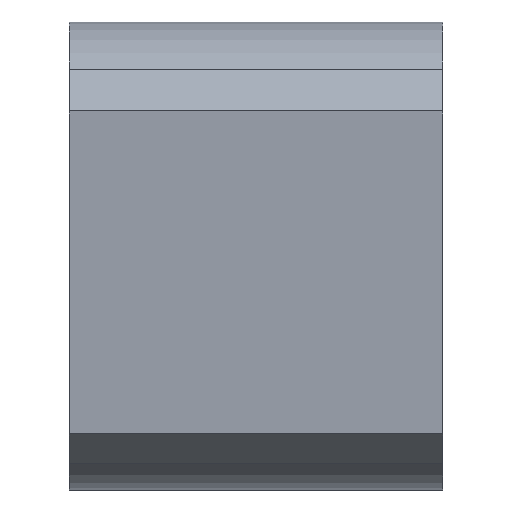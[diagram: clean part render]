
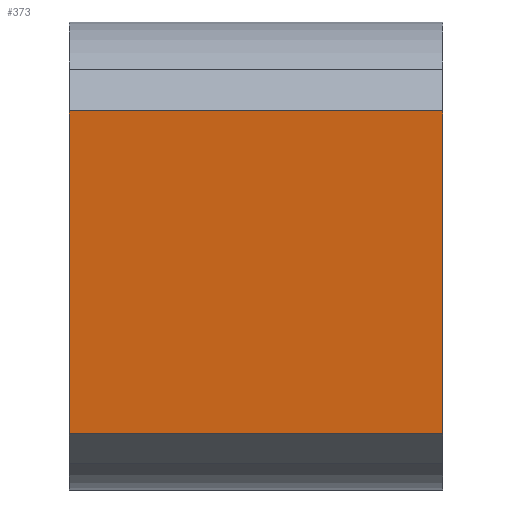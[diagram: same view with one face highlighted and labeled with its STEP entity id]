
A CAD part, top view. The second image highlights one B-rep face of the part: STEP entity #373.
In plain terms, the highlighted planar face has unit normal (0, -0.089, 0.996).
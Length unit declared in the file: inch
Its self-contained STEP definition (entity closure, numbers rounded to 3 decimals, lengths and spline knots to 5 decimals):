
#39=PLANE('',#429);
#62=FACE_OUTER_BOUND('',#91,.T.);
#91=EDGE_LOOP('',(#333,#334,#335,#336));
#101=LINE('',#590,#130);
#112=LINE('',#621,#141);
#113=LINE('',#624,#142);
#123=LINE('',#647,#152);
#130=VECTOR('',#485,0.3937);
#141=VECTOR('',#514,0.3937);
#142=VECTOR('',#517,0.3937);
#152=VECTOR('',#543,0.3937);
#184=VERTEX_POINT('',#588);
#185=VERTEX_POINT('',#589);
#196=VERTEX_POINT('',#619);
#197=VERTEX_POINT('',#623);
#221=EDGE_CURVE('',#184,#185,#101,.T.);
#237=EDGE_CURVE('',#184,#196,#112,.T.);
#238=EDGE_CURVE('',#185,#197,#113,.T.);
#250=EDGE_CURVE('',#197,#196,#123,.T.);
#333=ORIENTED_EDGE('',*,*,#250,.F.);
#334=ORIENTED_EDGE('',*,*,#238,.F.);
#335=ORIENTED_EDGE('',*,*,#221,.F.);
#336=ORIENTED_EDGE('',*,*,#237,.T.);
#373=ADVANCED_FACE('',(#62),#39,.T.);
#429=AXIS2_PLACEMENT_3D('',#646,#541,#542);
#485=DIRECTION('',(0.,0.996,0.089));
#514=DIRECTION('',(1.,0.,0.));
#517=DIRECTION('',(1.,0.,0.));
#541=DIRECTION('center_axis',(0.,-0.089,0.996));
#542=DIRECTION('ref_axis',(0.,0.996,0.089));
#543=DIRECTION('',(0.,-0.996,-0.089));
#588=CARTESIAN_POINT('',(1.6,-0.06283,0.21583));
#589=CARTESIAN_POINT('',(1.6,0.58578,0.27371));
#590=CARTESIAN_POINT('',(1.6,0.47644,0.26395));
#619=CARTESIAN_POINT('',(2.35,-0.06283,0.21583));
#621=CARTESIAN_POINT('',(1.6,-0.06283,0.21583));
#623=CARTESIAN_POINT('',(2.35,0.58578,0.27371));
#624=CARTESIAN_POINT('',(1.6,0.58578,0.27371));
#646=CARTESIAN_POINT('Origin',(2.35,0.03,0.22411));
#647=CARTESIAN_POINT('',(2.35,0.03,0.22411));
